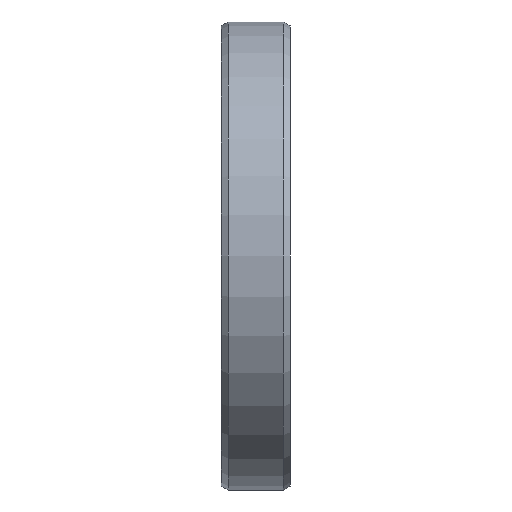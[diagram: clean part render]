
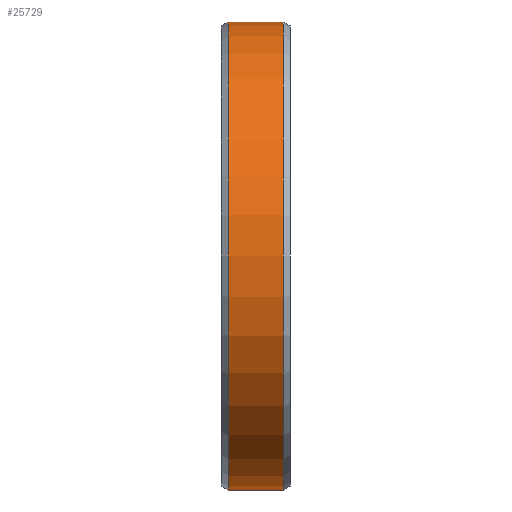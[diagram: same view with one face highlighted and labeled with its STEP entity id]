
A CAD part, left-side view. The second image highlights one B-rep face of the part: STEP entity #25729.
In plain terms, the highlighted cylindrical face has radius 34 mm (diameter 68 mm), a partial arc.
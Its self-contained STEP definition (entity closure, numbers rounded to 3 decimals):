
#25039=DIRECTION('',(0.,1.,0.));
#25040=VECTOR('',#25039,8.);
#25041=CARTESIAN_POINT('',(0.,-4.,-34.));
#25042=LINE('',#25041,#25040);
#25046=DIRECTION('',(0.,1.,0.));
#25047=VECTOR('',#25046,8.);
#25048=CARTESIAN_POINT('',(0.,-4.,34.));
#25049=LINE('',#25048,#25047);
#25053=CARTESIAN_POINT('',(0.,-4.,0.));
#25054=DIRECTION('',(0.,1.,0.));
#25055=DIRECTION('',(0.,0.,-1.));
#25056=AXIS2_PLACEMENT_3D('',#25053,#25054,#25055);
#25091=CARTESIAN_POINT('',(0.,4.,0.));
#25092=DIRECTION('',(0.,1.,0.));
#25093=DIRECTION('',(0.,0.,-1.));
#25094=AXIS2_PLACEMENT_3D('',#25091,#25092,#25093);
#25124=CARTESIAN_POINT('',(0.,-4.,-34.));
#25126=VERTEX_POINT('',#25124);
#25127=CARTESIAN_POINT('',(0.,4.,-34.));
#25128=VERTEX_POINT('',#25127);
#25156=CARTESIAN_POINT('',(0.,-4.,34.));
#25158=VERTEX_POINT('',#25156);
#25159=CARTESIAN_POINT('',(0.,4.,34.));
#25160=VERTEX_POINT('',#25159);
#25715=CARTESIAN_POINT('',(0.,35.859,0.));
#25716=DIRECTION('',(0.,-1.,0.));
#25717=DIRECTION('',(0.,0.,1.));
#25718=AXIS2_PLACEMENT_3D('',#25715,#25716,#25717);
#25719=CYLINDRICAL_SURFACE('',#25718,34.);
#25721=ORIENTED_EDGE('',*,*,#25720,.T.);
#25723=ORIENTED_EDGE('',*,*,#25722,.T.);
#25725=ORIENTED_EDGE('',*,*,#25724,.F.);
#25726=ORIENTED_EDGE('',*,*,#25701,.F.);
#25727=EDGE_LOOP('',(#25721,#25723,#25725,#25726));
#25728=FACE_OUTER_BOUND('',#25727,.F.);
#25057=CIRCLE('',#25056,34.);
#25095=CIRCLE('',#25094,34.);
#25701=EDGE_CURVE('',#25126,#25158,#25057,.T.);
#25720=EDGE_CURVE('',#25126,#25128,#25042,.T.);
#25722=EDGE_CURVE('',#25128,#25160,#25095,.T.);
#25724=EDGE_CURVE('',#25158,#25160,#25049,.T.);
#25729=ADVANCED_FACE('',(#25728),#25719,.T.);
